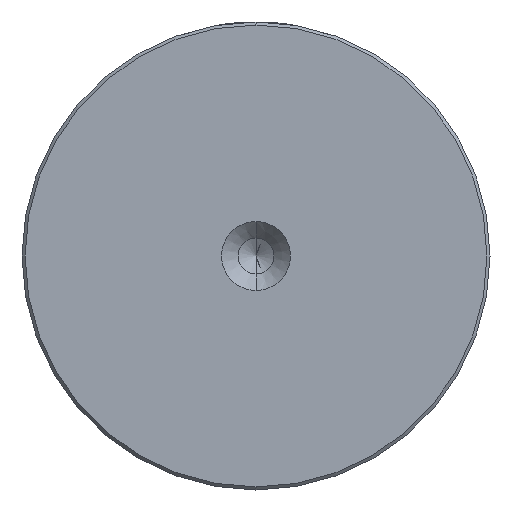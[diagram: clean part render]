
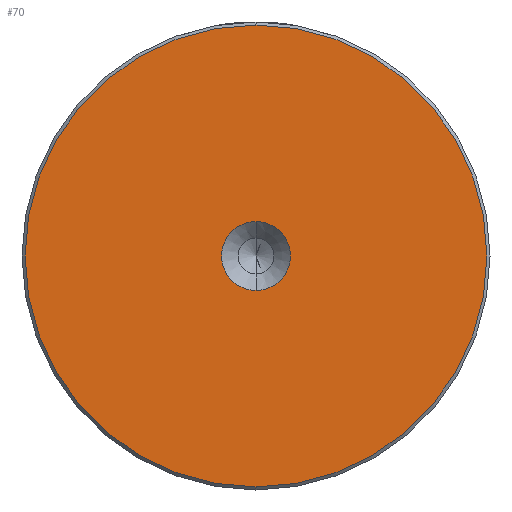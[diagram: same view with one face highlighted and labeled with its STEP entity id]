
A CAD part, left-side view. The second image highlights one B-rep face of the part: STEP entity #70.
In plain terms, the highlighted planar face has unit normal (-1, 0, 0).
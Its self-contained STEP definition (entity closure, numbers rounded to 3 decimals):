
#70 = ADVANCED_FACE ( 'NONE', ( #1700, #1081 ), #806, .T. ) ;
#87 = EDGE_LOOP ( 'NONE', ( #860, #2128 ) ) ;
#276 = CARTESIAN_POINT ( 'NONE',  ( 0., 0., 0. ) ) ;
#350 = EDGE_CURVE ( 'NONE', #2457, #568, #645, .T. ) ;
#364 = CARTESIAN_POINT ( 'NONE',  ( 0., 0., 37.5 ) ) ;
#484 = EDGE_CURVE ( 'NONE', #1599, #1192, #1927, .T. ) ;
#525 = CARTESIAN_POINT ( 'NONE',  ( 0., 0., -37.5 ) ) ;
#568 = VERTEX_POINT ( 'NONE', #1597 ) ;
#641 = AXIS2_PLACEMENT_3D ( 'NONE', #1938, #1930, #1914 ) ;
#645 = CIRCLE ( 'NONE', #641, 5.6 ) ;
#708 = DIRECTION ( 'NONE',  ( 0., 0., 1. ) ) ;
#714 = DIRECTION ( 'NONE',  ( -1., 0., 0. ) ) ;
#751 = CARTESIAN_POINT ( 'NONE',  ( 0., 0., 0. ) ) ;
#806 = PLANE ( 'NONE',  #1149 ) ;
#860 = ORIENTED_EDGE ( 'NONE', *, *, #484, .T. ) ;
#865 = CARTESIAN_POINT ( 'NONE',  ( 0., 0., 0. ) ) ;
#873 = DIRECTION ( 'NONE',  ( 0., 0., 1. ) ) ;
#883 = DIRECTION ( 'NONE',  ( -1., 0., 0. ) ) ;
#894 = DIRECTION ( 'NONE',  ( -1., 0., 0. ) ) ;
#1065 = DIRECTION ( 'NONE',  ( 0., 0., 1. ) ) ;
#1081 = FACE_BOUND ( 'NONE', #1290, .T. ) ;
#1088 = CIRCLE ( 'NONE', #1963, 5.6 ) ;
#1113 = CIRCLE ( 'NONE', #1945, 37.5 ) ;
#1149 = AXIS2_PLACEMENT_3D ( 'NONE', #751, #714, #708 ) ;
#1192 = VERTEX_POINT ( 'NONE', #364 ) ;
#1255 = ORIENTED_EDGE ( 'NONE', *, *, #1406, .F. ) ;
#1290 = EDGE_LOOP ( 'NONE', ( #1255, #1401 ) ) ;
#1401 = ORIENTED_EDGE ( 'NONE', *, *, #350, .F. ) ;
#1406 = EDGE_CURVE ( 'NONE', #568, #2457, #1088, .T. ) ;
#1597 = CARTESIAN_POINT ( 'NONE',  ( 0., 0., 5.6 ) ) ;
#1599 = VERTEX_POINT ( 'NONE', #525 ) ;
#1700 = FACE_OUTER_BOUND ( 'NONE', #87, .T. ) ;
#1800 = AXIS2_PLACEMENT_3D ( 'NONE', #276, #883, #873 ) ;
#1871 = CARTESIAN_POINT ( 'NONE',  ( 0., 0., -5.6 ) ) ;
#1914 = DIRECTION ( 'NONE',  ( 0., 0., 1. ) ) ;
#1927 = CIRCLE ( 'NONE', #1800, 37.5 ) ;
#1930 = DIRECTION ( 'NONE',  ( -1., 0., 0. ) ) ;
#1938 = CARTESIAN_POINT ( 'NONE',  ( 0., 0., 0. ) ) ;
#1945 = AXIS2_PLACEMENT_3D ( 'NONE', #2030, #894, #2216 ) ;
#1963 = AXIS2_PLACEMENT_3D ( 'NONE', #865, #2184, #1065 ) ;
#2030 = CARTESIAN_POINT ( 'NONE',  ( 0., 0., 0. ) ) ;
#2109 = EDGE_CURVE ( 'NONE', #1192, #1599, #1113, .T. ) ;
#2128 = ORIENTED_EDGE ( 'NONE', *, *, #2109, .T. ) ;
#2184 = DIRECTION ( 'NONE',  ( -1., 0., 0. ) ) ;
#2216 = DIRECTION ( 'NONE',  ( 0., 0., 1. ) ) ;
#2457 = VERTEX_POINT ( 'NONE', #1871 ) ;
